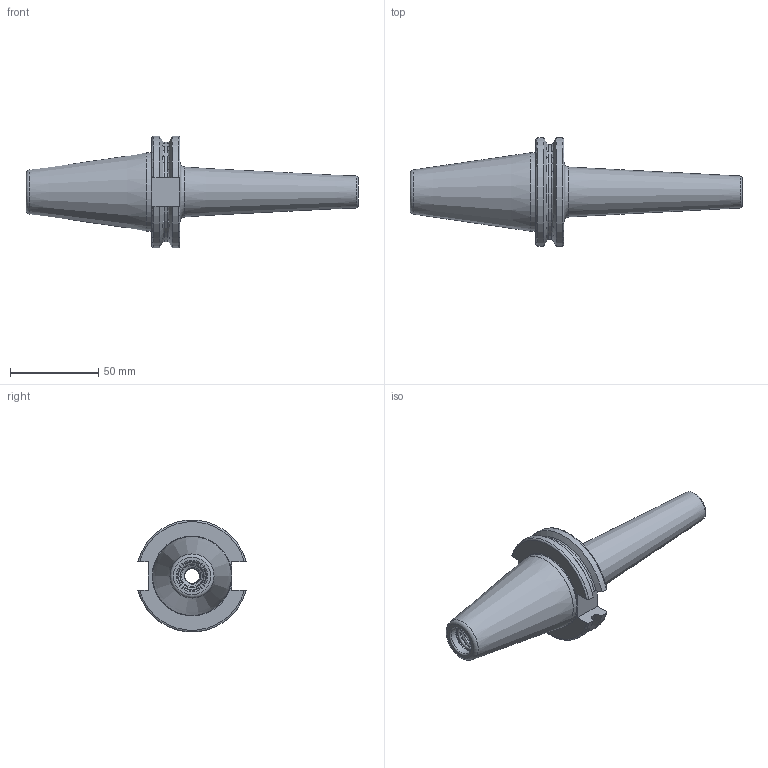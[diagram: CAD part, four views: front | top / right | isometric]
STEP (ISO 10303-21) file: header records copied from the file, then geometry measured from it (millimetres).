
FILE_DESCRIPTION(/* description */ (''),/* implementation_level */ '2;1');
FILE_NAME(/* name */ 'CAT40-SD050-120-SN v1.step',/* time_stamp */ '2022-08-25T10:08:29-05:00',/* author */ (''),/* organization */ (''),/* preprocessor_version */ 'ST-DEVELOPER v19',/* originating_system */ 'Autodesk Translation Framework v11.7.0.108',/* authorisation */ '');
FILE_SCHEMA (('AUTOMOTIVE_DESIGN { 1 0 10303 214 3 1 1 }'));
Length unit declared in the file: millimetre
Products named in the file (1): CAT40-SD050-120-SN
Bounding box: 188.25 x 61.4 x 63.31 mm (x, y, z)
Volume: 133917.2 mm3; surface area: 31911.4 mm2
Topology: 1 solids, 1 shells, 116 faces, 317 edges, 209 vertices
Faces by surface type: cylinder 69, plane 18, torus 16, cone 9, bspline 4
Full cylindrical faces by diameter (mm): 8.526 x14, 10 x1, 10.198 x14, 12 x1, 12.7 x1, 13.541 x10, 14 x1, 15.875 x9, 16.3 x1, 16.8 x1, 44.45 x1
Entity records: 10007 total; most frequent: CARTESIAN_POINT 7260, ORIENTED_EDGE 634, DIRECTION 476, EDGE_CURVE 317, VERTEX_POINT 209, AXIS2_PLACEMENT_3D 191, B_SPLINE_CURVE_WITH_KNOTS 137, EDGE_LOOP 124
